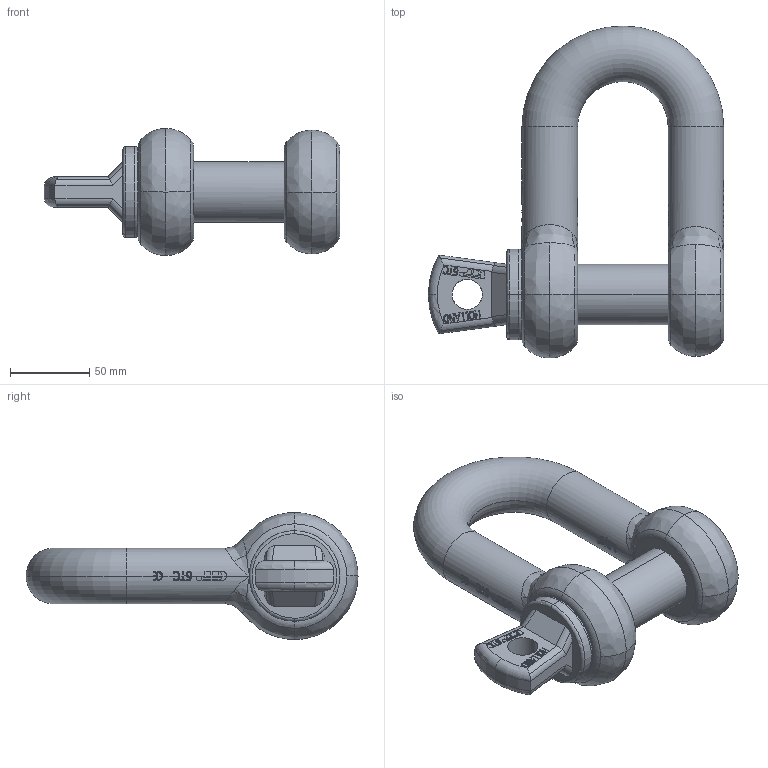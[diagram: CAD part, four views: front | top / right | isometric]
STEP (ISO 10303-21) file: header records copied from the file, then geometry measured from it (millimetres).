
FILE_DESCRIPTION(('STEP AP214'),'1');
FILE_NAME('gpgdbb35.stp','2017-04-07T04:14:28',('TraceParts'),('TraceParts S.A.'),'Spatial InterOp 3D',' ',' ');
FILE_SCHEMA(('automotive_design'));
Length unit declared in the file: millimetre
Products named in the file (2): gpgdbb35_1; gpgdbb35_2
Bounding box: 186 x 209 x 80 mm (x, y, z)
Volume: 690040.5 mm3; surface area: 94498.4 mm2
Topology: 2 solids, 2 shells, 818 faces, 2705 edges, 1910 vertices
Faces by surface type: bspline 354, plane 291, cylinder 146, torus 24, cone 3
Entity records: 41847 total; most frequent: CARTESIAN_POINT 15966, ORIENTED_EDGE 5394, EDGE_CURVE 2697, DIRECTION 1942, VERTEX_POINT 1910, B_SPLINE_CURVE_WITH_KNOTS 1793, EDGE_LOOP 851, STYLED_ITEM 820
